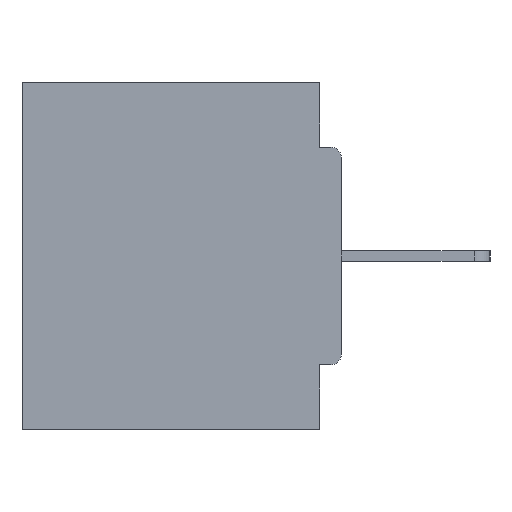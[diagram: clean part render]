
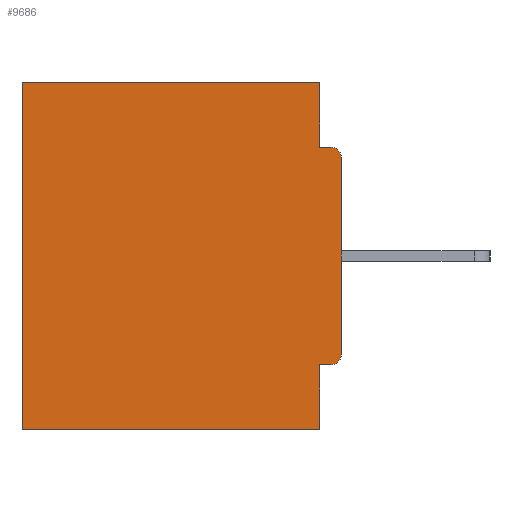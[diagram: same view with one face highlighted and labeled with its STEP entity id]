
A CAD part, left-side view. The second image highlights one B-rep face of the part: STEP entity #9686.
In plain terms, the highlighted planar face has unit normal (-1, 0, 0).
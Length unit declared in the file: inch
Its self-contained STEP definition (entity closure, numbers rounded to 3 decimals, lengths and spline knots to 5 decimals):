
#8 = DIRECTION ( 'NONE',  ( 0., 0., -1. ) ) ;
#53 = VECTOR ( 'NONE', #8, 39.37008 ) ;
#675 = VERTEX_POINT ( 'NONE', #9999 ) ;
#1237 = LINE ( 'NONE', #11714, #3891 ) ;
#1431 = CARTESIAN_POINT ( 'NONE',  ( 0.298, 0., 0. ) ) ;
#1519 = CARTESIAN_POINT ( 'NONE',  ( 0.298, 0.015, -0.3915 ) ) ;
#2674 = CARTESIAN_POINT ( 'NONE',  ( 0.298, 0., 0. ) ) ;
#3039 = LINE ( 'NONE', #15739, #7411 ) ;
#3675 = DIRECTION ( 'NONE',  ( 0., -1., 0. ) ) ;
#3891 = VECTOR ( 'NONE', #6546, 39.37008 ) ;
#4233 = EDGE_CURVE ( 'NONE', #25547, #23041, #9802, .T. ) ;
#4413 = DIRECTION ( 'NONE',  ( 0., 0., -1. ) ) ;
#4609 = CARTESIAN_POINT ( 'NONE',  ( 0.298, 0., -0.3915 ) ) ;
#5186 = AXIS2_PLACEMENT_3D ( 'NONE', #1519, #30767, #4413 ) ;
#5630 = AXIS2_PLACEMENT_3D ( 'NONE', #1431, #33286, #32782 ) ;
#5846 = EDGE_CURVE ( 'NONE', #20353, #13322, #22454, .T. ) ;
#5975 = VECTOR ( 'NONE', #7591, 39.37008 ) ;
#6260 = ORIENTED_EDGE ( 'NONE', *, *, #5846, .F. ) ;
#6546 = DIRECTION ( 'NONE',  ( 0., 1., 0. ) ) ;
#7411 = VECTOR ( 'NONE', #18504, 39.37008 ) ;
#7567 = CARTESIAN_POINT ( 'NONE',  ( 0.298, 0.031, -0.5 ) ) ;
#7591 = DIRECTION ( 'NONE',  ( 0., 0., -1. ) ) ;
#7621 = DIRECTION ( 'NONE',  ( -1., 0., 0. ) ) ;
#7663 = VERTEX_POINT ( 'NONE', #31619 ) ;
#7928 = DIRECTION ( 'NONE',  ( 0., 0., -1. ) ) ;
#8013 = DIRECTION ( 'NONE',  ( 0., 1., 0. ) ) ;
#8537 = CARTESIAN_POINT ( 'NONE',  ( 0.298, 0.031, -0.5 ) ) ;
#8919 = DIRECTION ( 'NONE',  ( 0., 0., -1. ) ) ;
#9262 = CARTESIAN_POINT ( 'NONE',  ( 0.298, 0., -0.1085 ) ) ;
#9332 = CARTESIAN_POINT ( 'NONE',  ( 0.298, 0., -0.0935 ) ) ;
#9686 = ADVANCED_FACE ( 'NONE', ( #17375 ), #25015, .F. ) ;
#9802 = CIRCLE ( 'NONE', #25227, 0.015 ) ;
#9999 = CARTESIAN_POINT ( 'NONE',  ( 0.298, 0.46, 0. ) ) ;
#10028 = DIRECTION ( 'NONE',  ( 0., 0., -1. ) ) ;
#10988 = CARTESIAN_POINT ( 'NONE',  ( 0.298, 0.46, 0. ) ) ;
#11437 = ORIENTED_EDGE ( 'NONE', *, *, #4233, .T. ) ;
#11714 = CARTESIAN_POINT ( 'NONE',  ( 0.298, 0., -0.5 ) ) ;
#11932 = ORIENTED_EDGE ( 'NONE', *, *, #16949, .F. ) ;
#12364 = VERTEX_POINT ( 'NONE', #15818 ) ;
#13322 = VERTEX_POINT ( 'NONE', #8537 ) ;
#13764 = EDGE_CURVE ( 'NONE', #13322, #31530, #1237, .T. ) ;
#13790 = EDGE_CURVE ( 'NONE', #7663, #22054, #33765, .T. ) ;
#15048 = CIRCLE ( 'NONE', #5186, 0.015 ) ;
#15739 = CARTESIAN_POINT ( 'NONE',  ( 0.298, 0., -0.4065 ) ) ;
#15818 = CARTESIAN_POINT ( 'NONE',  ( 0.298, 0.015, -0.4065 ) ) ;
#16305 = LINE ( 'NONE', #32372, #28071 ) ;
#16656 = VECTOR ( 'NONE', #7928, 39.37008 ) ;
#16725 = LINE ( 'NONE', #9332, #17227 ) ;
#16949 = EDGE_CURVE ( 'NONE', #22054, #23041, #16725, .T. ) ;
#17227 = VECTOR ( 'NONE', #3675, 39.37008 ) ;
#17375 = FACE_OUTER_BOUND ( 'NONE', #23962, .T. ) ;
#17438 = ORIENTED_EDGE ( 'NONE', *, *, #13764, .F. ) ;
#17584 = CARTESIAN_POINT ( 'NONE',  ( 0.298, 0.031, -0.4065 ) ) ;
#17979 = ORIENTED_EDGE ( 'NONE', *, *, #32697, .T. ) ;
#18504 = DIRECTION ( 'NONE',  ( 0., 1., 0. ) ) ;
#18842 = EDGE_CURVE ( 'NONE', #25547, #28194, #16305, .T. ) ;
#20353 = VERTEX_POINT ( 'NONE', #17584 ) ;
#20709 = CARTESIAN_POINT ( 'NONE',  ( 0.298, 0.015, -0.1085 ) ) ;
#21343 = EDGE_CURVE ( 'NONE', #7663, #675, #24353, .T. ) ;
#21632 = CARTESIAN_POINT ( 'NONE',  ( 0.298, 0.46, -0.5 ) ) ;
#21920 = ORIENTED_EDGE ( 'NONE', *, *, #18842, .F. ) ;
#22054 = VERTEX_POINT ( 'NONE', #29100 ) ;
#22168 = VECTOR ( 'NONE', #8013, 39.37008 ) ;
#22454 = LINE ( 'NONE', #31215, #5975 ) ;
#22997 = EDGE_CURVE ( 'NONE', #12364, #20353, #3039, .T. ) ;
#23041 = VERTEX_POINT ( 'NONE', #31798 ) ;
#23823 = ORIENTED_EDGE ( 'NONE', *, *, #13790, .F. ) ;
#23962 = EDGE_LOOP ( 'NONE', ( #11437, #11932, #23823, #27111, #17979, #17438, #6260, #24341, #25069, #21920 ) ) ;
#24341 = ORIENTED_EDGE ( 'NONE', *, *, #22997, .F. ) ;
#24353 = LINE ( 'NONE', #2674, #22168 ) ;
#25015 = PLANE ( 'NONE',  #5630 ) ;
#25069 = ORIENTED_EDGE ( 'NONE', *, *, #31704, .T. ) ;
#25227 = AXIS2_PLACEMENT_3D ( 'NONE', #20709, #7621, #10028 ) ;
#25547 = VERTEX_POINT ( 'NONE', #9262 ) ;
#27111 = ORIENTED_EDGE ( 'NONE', *, *, #21343, .T. ) ;
#28071 = VECTOR ( 'NONE', #8919, 39.37008 ) ;
#28194 = VERTEX_POINT ( 'NONE', #4609 ) ;
#28764 = LINE ( 'NONE', #10988, #16656 ) ;
#29100 = CARTESIAN_POINT ( 'NONE',  ( 0.298, 0.031, -0.0935 ) ) ;
#30767 = DIRECTION ( 'NONE',  ( -1., 0., 0. ) ) ;
#31215 = CARTESIAN_POINT ( 'NONE',  ( 0.298, 0.031, -0.5 ) ) ;
#31530 = VERTEX_POINT ( 'NONE', #21632 ) ;
#31619 = CARTESIAN_POINT ( 'NONE',  ( 0.298, 0.031, 0. ) ) ;
#31704 = EDGE_CURVE ( 'NONE', #12364, #28194, #15048, .T. ) ;
#31798 = CARTESIAN_POINT ( 'NONE',  ( 0.298, 0.015, -0.0935 ) ) ;
#32372 = CARTESIAN_POINT ( 'NONE',  ( 0.298, 0., 0. ) ) ;
#32697 = EDGE_CURVE ( 'NONE', #675, #31530, #28764, .T. ) ;
#32782 = DIRECTION ( 'NONE',  ( 0., 0., -1. ) ) ;
#33286 = DIRECTION ( 'NONE',  ( 1., 0., 0. ) ) ;
#33765 = LINE ( 'NONE', #7567, #53 ) ;
